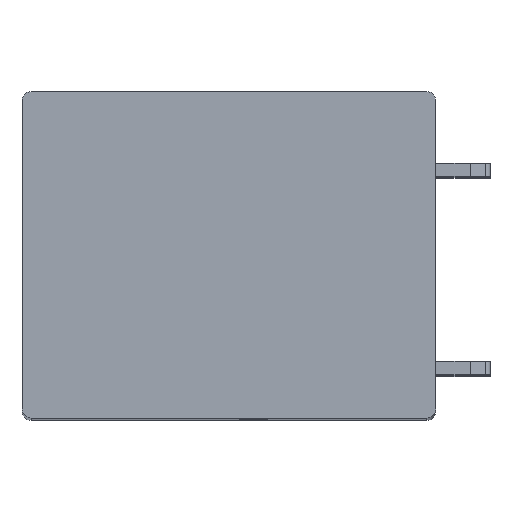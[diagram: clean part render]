
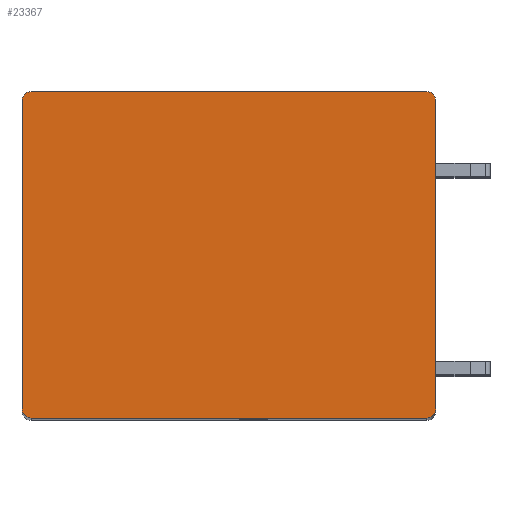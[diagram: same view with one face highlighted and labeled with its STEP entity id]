
A CAD part, top view. The second image highlights one B-rep face of the part: STEP entity #23367.
In plain terms, the highlighted planar face has unit normal (0, 0, 1).
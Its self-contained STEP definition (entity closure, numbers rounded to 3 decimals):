
#8761=CARTESIAN_POINT('',(-13.8,9.,95.));
#8762=DIRECTION('',(0.,0.,1.));
#8763=DIRECTION('',(0.,1.,0.));
#8764=AXIS2_PLACEMENT_3D('',#8761,#8762,#8763);
#8766=DIRECTION('',(-1.,0.,0.));
#8767=VECTOR('',#8766,29.9);
#8768=CARTESIAN_POINT('',(16.1,9.7,95.));
#8769=LINE('',#8768,#8767);
#8770=CARTESIAN_POINT('',(16.1,9.,95.));
#8771=DIRECTION('',(0.,0.,1.));
#8772=DIRECTION('',(1.,0.,0.));
#8773=AXIS2_PLACEMENT_3D('',#8770,#8771,#8772);
#8775=DIRECTION('',(0.,1.,0.));
#8776=VECTOR('',#8775,23.3);
#8777=CARTESIAN_POINT('',(16.8,-14.3,95.));
#8778=LINE('',#8777,#8776);
#8779=CARTESIAN_POINT('',(16.1,-14.3,95.));
#8780=DIRECTION('',(0.,0.,1.));
#8781=DIRECTION('',(0.,-1.,0.));
#8782=AXIS2_PLACEMENT_3D('',#8779,#8780,#8781);
#8784=DIRECTION('',(1.,0.,0.));
#8785=VECTOR('',#8784,29.9);
#8786=CARTESIAN_POINT('',(-13.8,-15.,95.));
#8787=LINE('',#8786,#8785);
#8788=CARTESIAN_POINT('',(-13.8,-14.3,95.));
#8789=DIRECTION('',(0.,0.,1.));
#8790=DIRECTION('',(-1.,0.,0.));
#8791=AXIS2_PLACEMENT_3D('',#8788,#8789,#8790);
#8793=DIRECTION('',(0.,-1.,0.));
#8794=VECTOR('',#8793,23.3);
#8795=CARTESIAN_POINT('',(-14.5,9.,95.));
#8796=LINE('',#8795,#8794);
#10045=CARTESIAN_POINT('',(-13.8,9.7,95.));
#10046=VERTEX_POINT('',#10045);
#10047=CARTESIAN_POINT('',(-14.5,9.,95.));
#10048=VERTEX_POINT('',#10047);
#10053=CARTESIAN_POINT('',(16.8,9.,95.));
#10054=VERTEX_POINT('',#10053);
#10055=CARTESIAN_POINT('',(16.1,9.7,95.));
#10056=VERTEX_POINT('',#10055);
#10061=CARTESIAN_POINT('',(-14.5,-14.3,95.));
#10062=VERTEX_POINT('',#10061);
#10063=CARTESIAN_POINT('',(-13.8,-15.,95.));
#10064=VERTEX_POINT('',#10063);
#10069=CARTESIAN_POINT('',(16.1,-15.,95.));
#10070=VERTEX_POINT('',#10069);
#10071=CARTESIAN_POINT('',(16.8,-14.3,95.));
#10072=VERTEX_POINT('',#10071);
#23352=CARTESIAN_POINT('',(0.,0.,95.));
#23353=DIRECTION('',(0.,0.,1.));
#23354=DIRECTION('',(1.,0.,0.));
#23355=AXIS2_PLACEMENT_3D('',#23352,#23353,#23354);
#23356=PLANE('',#23355);
#23357=ORIENTED_EDGE('',*,*,#11248,.F.);
#23358=ORIENTED_EDGE('',*,*,#11264,.F.);
#23359=ORIENTED_EDGE('',*,*,#11277,.F.);
#23360=ORIENTED_EDGE('',*,*,#11292,.F.);
#23361=ORIENTED_EDGE('',*,*,#18025,.F.);
#23362=ORIENTED_EDGE('',*,*,#18038,.F.);
#23363=ORIENTED_EDGE('',*,*,#18833,.F.);
#23364=ORIENTED_EDGE('',*,*,#18845,.F.);
#23365=EDGE_LOOP('',(#23357,#23358,#23359,#23360,#23361,#23362,#23363,#23364));
#23366=FACE_OUTER_BOUND('',#23365,.F.);
#8765=CIRCLE('',#8764,0.7);
#8774=CIRCLE('',#8773,0.7);
#8783=CIRCLE('',#8782,0.7);
#8792=CIRCLE('',#8791,0.7);
#11248=EDGE_CURVE('',#10046,#10048,#8765,.T.);
#11264=EDGE_CURVE('',#10056,#10046,#8769,.T.);
#11277=EDGE_CURVE('',#10054,#10056,#8774,.T.);
#11292=EDGE_CURVE('',#10072,#10054,#8778,.T.);
#18025=EDGE_CURVE('',#10070,#10072,#8783,.T.);
#18038=EDGE_CURVE('',#10064,#10070,#8787,.T.);
#18833=EDGE_CURVE('',#10062,#10064,#8792,.T.);
#18845=EDGE_CURVE('',#10048,#10062,#8796,.T.);
#23367=ADVANCED_FACE('',(#23366),#23356,.T.);
